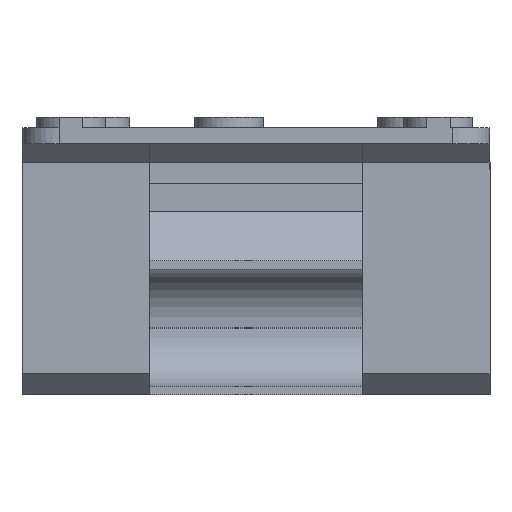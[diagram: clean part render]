
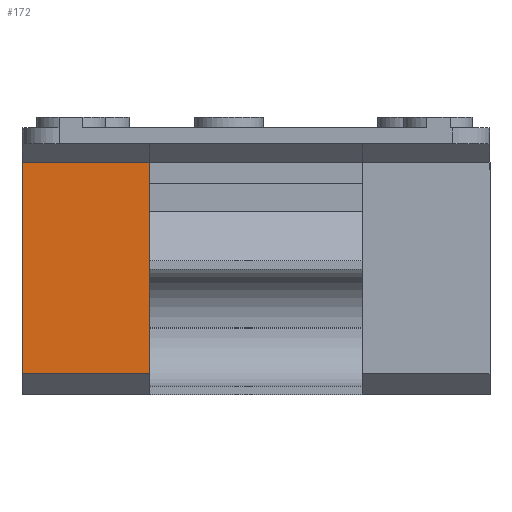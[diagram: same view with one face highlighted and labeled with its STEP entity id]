
A CAD part, front view. The second image highlights one B-rep face of the part: STEP entity #172.
In plain terms, the highlighted planar face has unit normal (0, -1, 0).
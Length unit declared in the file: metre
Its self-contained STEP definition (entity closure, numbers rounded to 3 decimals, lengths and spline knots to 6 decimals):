
#172 = ADVANCED_FACE( '', ( #428 ), #429, .F. );
#428 = FACE_OUTER_BOUND( '', #792, .T. );
#429 = PLANE( '', #793 );
#792 = EDGE_LOOP( '', ( #1277, #1278, #1279, #1280 ) );
#793 = AXIS2_PLACEMENT_3D( '', #1281, #1282, #1283 );
#1277 = ORIENTED_EDGE( '', *, *, #2248, .T. );
#1278 = ORIENTED_EDGE( '', *, *, #2249, .T. );
#1279 = ORIENTED_EDGE( '', *, *, #2250, .T. );
#1280 = ORIENTED_EDGE( '', *, *, #2246, .T. );
#1281 = CARTESIAN_POINT( '', ( 500., 0.27855, 0.358311 ) );
#1282 = DIRECTION( '', ( 0., 1., 0. ) );
#1283 = DIRECTION( '', ( 0., 0., 1. ) );
#2246 = EDGE_CURVE( '', #2739, #2743, #2745, .T. );
#2248 = EDGE_CURVE( '', #2743, #2747, #2748, .T. );
#2249 = EDGE_CURVE( '', #2747, #2749, #2750, .T. );
#2250 = EDGE_CURVE( '', #2749, #2739, #2751, .T. );
#2739 = VERTEX_POINT( '', #3433 );
#2743 = VERTEX_POINT( '', #3439 );
#2745 = LINE( '', #3442, #3443 );
#2747 = VERTEX_POINT( '', #3445 );
#2748 = LINE( '', #3446, #3447 );
#2749 = VERTEX_POINT( '', #3448 );
#2750 = LINE( '', #3449, #3450 );
#2751 = LINE( '', #3451, #3452 );
#3433 = CARTESIAN_POINT( '', ( 0.20162, 0.27855, 0.362279 ) );
#3439 = CARTESIAN_POINT( '', ( 0.189645, 0.27855, 0.362279 ) );
#3442 = CARTESIAN_POINT( '', ( 500., 0.27855, 0.362279 ) );
#3443 = VECTOR( '', #4114, 1. );
#3445 = CARTESIAN_POINT( '', ( 0.189645, 0.27855, 0.342447 ) );
#3446 = CARTESIAN_POINT( '', ( 0.189645, 0.27855, 0.358311 ) );
#3447 = VECTOR( '', #4115, 1. );
#3448 = CARTESIAN_POINT( '', ( 0.20162, 0.27855, 0.342447 ) );
#3449 = CARTESIAN_POINT( '', ( 500., 0.27855, 0.342447 ) );
#3450 = VECTOR( '', #4116, 1. );
#3451 = CARTESIAN_POINT( '', ( 0.20162, 0.27855, 0.358311 ) );
#3452 = VECTOR( '', #4117, 1. );
#4114 = DIRECTION( '', ( -1., 0., 0. ) );
#4115 = DIRECTION( '', ( 0., 0., -1. ) );
#4116 = DIRECTION( '', ( 1., 0., 0. ) );
#4117 = DIRECTION( '', ( 0., 0., 1. ) );
